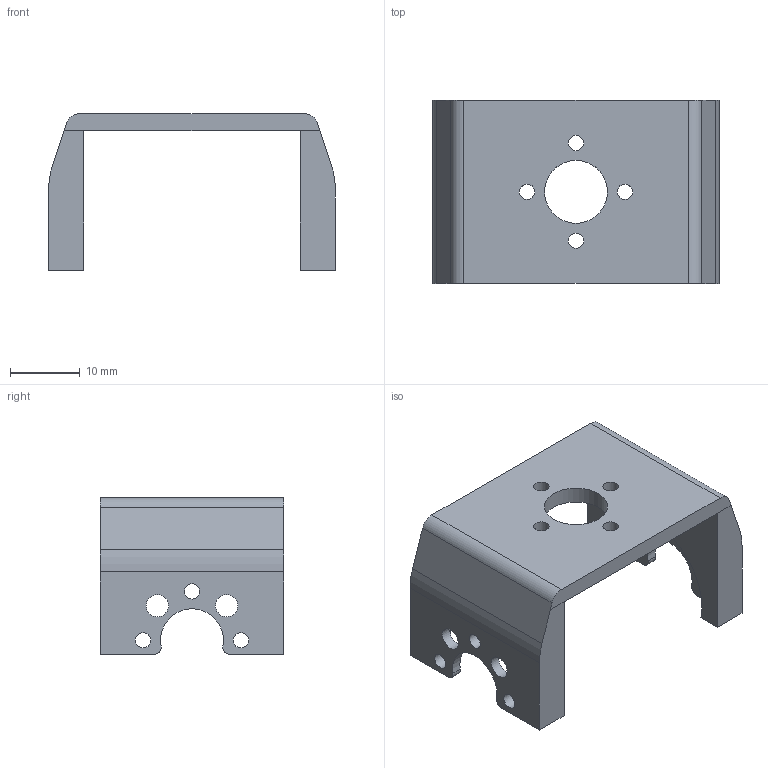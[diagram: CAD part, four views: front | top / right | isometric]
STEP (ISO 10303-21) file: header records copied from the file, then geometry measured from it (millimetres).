
FILE_DESCRIPTION(('FreeCAD Model'),'2;1');
FILE_NAME('Open CASCADE Shape Model','2024-11-13T16:37:57',(''),(''), 'Open CASCADE STEP processor 7.6','FreeCAD','Unknown');
FILE_SCHEMA(('AP242_MANAGED_MODEL_BASED_3D_ENGINEERING_MIM_LF. {1 0 10303 442 1 1 4 }'));
Length unit declared in the file: millimetre
Products named in the file (1): knuckle_V2
Bounding box: 41 x 26.2 x 22.4 mm (x, y, z)
Volume: 5283.9 mm3; surface area: 4683.1 mm2
Topology: 1 solids, 1 shells, 49 faces, 137 edges, 90 vertices
Faces by surface type: cylinder 29, plane 20
Full cylindrical faces by diameter (mm): 2.2 x10, 3.2 x4, 9 x1
Entity records: 1679 total; most frequent: DIRECTION 295, CARTESIAN_POINT 277, ORIENTED_EDGE 274, EDGE_CURVE 137, AXIS2_PLACEMENT_3D 108, VERTEX_POINT 90, FACE_BOUND 79, EDGE_LOOP 79
